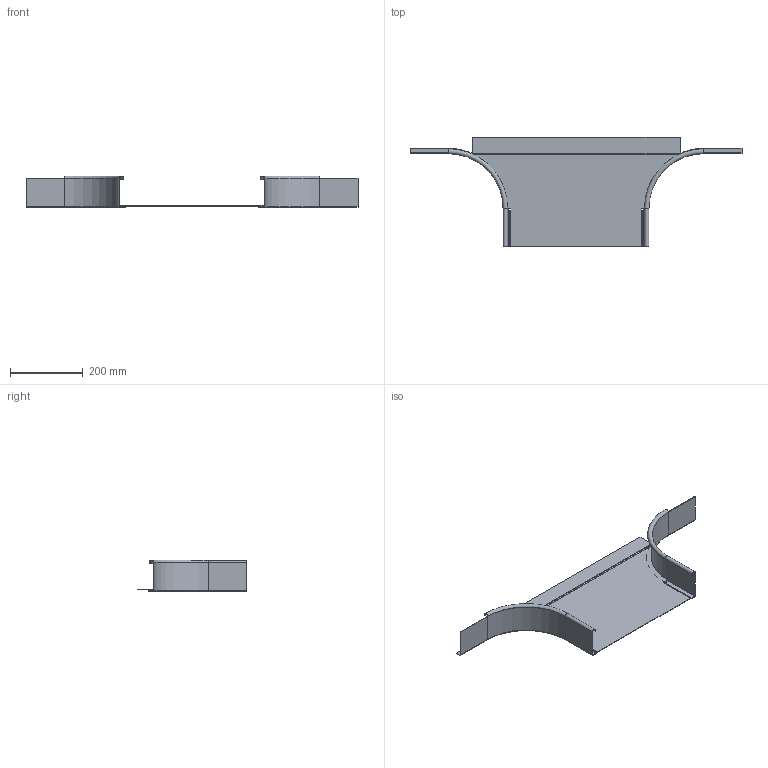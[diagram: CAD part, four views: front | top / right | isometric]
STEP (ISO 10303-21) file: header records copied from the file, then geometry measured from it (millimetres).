
FILE_DESCRIPTION((''),'2;1');
FILE_NAME('7122403_ASM','2013-11-22T',('AndreasKeweloh'),(''),'PRO/ENGINEER BY PARAMETRIC TECHNOLOGY CORPORATION, 2012360','PRO/ENGINEER BY PARAMETRIC TECHNOLOGY CORPORATION, 2012360','');
FILE_SCHEMA(('CONFIG_CONTROL_DESIGN'));
Length unit declared in the file: millimetre
Products named in the file (4): 7122403BODENBLECH_; 7122403_HOLMPROFIL; 7122403_HOLMPROFIL2; 7122403_ASM
Assembly tree (3 placements, depth 2):
  7122403_ASM
    7122403BODENBLECH_
    7122403_HOLMPROFIL
    7122403_HOLMPROFIL2
Bounding box: 910 x 300 x 87 mm (x, y, z)
Volume: 324923.2 mm3; surface area: 471066.5 mm2
Topology: 3 solids, 3 shells, 100 faces, 258 edges, 164 vertices
Faces by surface type: plane 56, cylinder 36, torus 8
Entity records: 3138 total; most frequent: DIRECTION 552, CARTESIAN_POINT 529, ORIENTED_EDGE 516, EDGE_CURVE 258, AXIS2_PLACEMENT_3D 187, VECTOR 178, LINE 178, VERTEX_POINT 164
